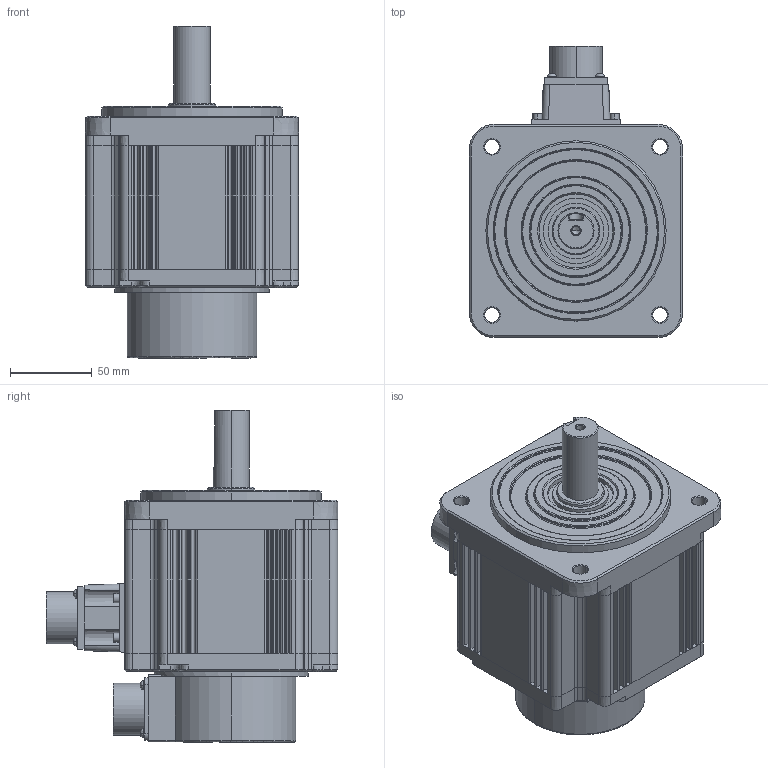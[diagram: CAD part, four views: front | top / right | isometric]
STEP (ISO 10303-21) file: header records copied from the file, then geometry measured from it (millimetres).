
FILE_DESCRIPTION (( 'STEP AP214' ), '1' );
FILE_NAME ('SV2M-x10N fxt.STEP', '2022-10-05T12:57:39', ( '' ), ( '' ), 'SwSTEP 2.0', 'SolidWorks 2021', '' );
FILE_SCHEMA (( 'AUTOMOTIVE_DESIGN' ));
Length unit declared in the file: inch
Products named in the file (1): SV2M-x10N fxt
Bounding box: 130 x 177.75 x 202.5 mm (x, y, z)
Volume: 1929447.3 mm3; surface area: 134595.7 mm2
Topology: 2 solids, 2 shells, 593 faces, 1452 edges, 890 vertices
Faces by surface type: plane 281, cylinder 172, cone 106, bspline 22, torus 12
Entity records: 19278 total; most frequent: CARTESIAN_POINT 5122, DIRECTION 3064, ORIENTED_EDGE 2900, EDGE_CURVE 1450, AXIS2_PLACEMENT_3D 1121, VERTEX_POINT 890, VECTOR 822, LINE 822
